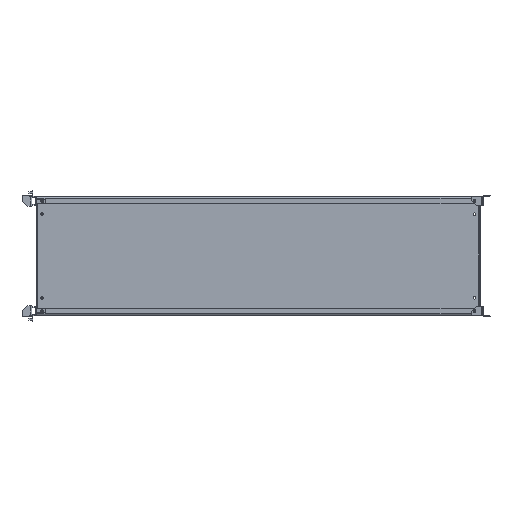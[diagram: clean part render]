
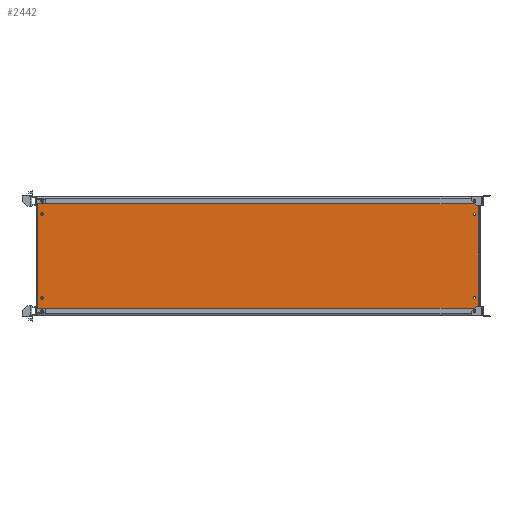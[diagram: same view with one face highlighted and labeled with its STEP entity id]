
A CAD part, top view. The second image highlights one B-rep face of the part: STEP entity #2442.
In plain terms, the highlighted planar face has unit normal (0, 0, 1).
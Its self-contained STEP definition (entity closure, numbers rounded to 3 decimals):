
#2152=FACE_BOUND('',#3598,.T.);
#2153=FACE_BOUND('',#3599,.T.);
#2154=FACE_BOUND('',#3600,.T.);
#2155=FACE_BOUND('',#3601,.T.);
#2156=FACE_BOUND('',#3602,.T.);
#2157=FACE_BOUND('',#3603,.T.);
#2158=FACE_BOUND('',#3604,.T.);
#2159=FACE_BOUND('',#3605,.T.);
#2160=FACE_BOUND('',#3606,.T.);
#2442=ADVANCED_FACE('F2',(#2152,#2153,#2154,#2155,#2156,#2157,#2158,#2159,
#2160),#2864,.F.);
#2864=PLANE('',#10060);
#3598=EDGE_LOOP('',(#4483,#4484,#4485,#4486,#4487,#4488,#4489,#4490,#4491,
#4492,#4493,#4494));
#3599=EDGE_LOOP('',(#4495));
#3600=EDGE_LOOP('',(#4496));
#3601=EDGE_LOOP('',(#4497));
#3602=EDGE_LOOP('',(#4498));
#3603=EDGE_LOOP('',(#4499));
#3604=EDGE_LOOP('',(#4500));
#3605=EDGE_LOOP('',(#4501));
#3606=EDGE_LOOP('',(#4502));
#4082=CIRCLE('',#9970,5.);
#4084=CIRCLE('',#9973,5.);
#4086=CIRCLE('',#9976,5.);
#4088=CIRCLE('',#9979,5.);
#4090=CIRCLE('',#9982,9.5);
#4092=CIRCLE('',#9985,9.5);
#4094=CIRCLE('',#9988,9.5);
#4096=CIRCLE('',#9991,9.5);
#4483=ORIENTED_EDGE('',*,*,#7634,.F.);
#4484=ORIENTED_EDGE('',*,*,#7638,.F.);
#4485=ORIENTED_EDGE('',*,*,#7604,.F.);
#4486=ORIENTED_EDGE('',*,*,#7639,.F.);
#4487=ORIENTED_EDGE('',*,*,#7548,.F.);
#4488=ORIENTED_EDGE('',*,*,#7522,.F.);
#4489=ORIENTED_EDGE('',*,*,#7640,.F.);
#4490=ORIENTED_EDGE('',*,*,#7641,.F.);
#4491=ORIENTED_EDGE('',*,*,#7518,.F.);
#4492=ORIENTED_EDGE('',*,*,#7642,.F.);
#4493=ORIENTED_EDGE('',*,*,#7629,.F.);
#4494=ORIENTED_EDGE('',*,*,#7637,.F.);
#4495=ORIENTED_EDGE('',*,*,#7517,.F.);
#4496=ORIENTED_EDGE('',*,*,#7514,.F.);
#4497=ORIENTED_EDGE('',*,*,#7511,.F.);
#4498=ORIENTED_EDGE('',*,*,#7508,.F.);
#4499=ORIENTED_EDGE('',*,*,#7505,.F.);
#4500=ORIENTED_EDGE('',*,*,#7502,.F.);
#4501=ORIENTED_EDGE('',*,*,#7499,.F.);
#4502=ORIENTED_EDGE('',*,*,#7496,.F.);
#6686=VERTEX_POINT('',#12511);
#6688=VERTEX_POINT('',#12517);
#6690=VERTEX_POINT('',#12523);
#6692=VERTEX_POINT('',#12529);
#6694=VERTEX_POINT('',#12535);
#6696=VERTEX_POINT('',#12541);
#6698=VERTEX_POINT('',#12547);
#6700=VERTEX_POINT('',#12553);
#6702=VERTEX_POINT('',#12559);
#6703=VERTEX_POINT('',#12560);
#6706=VERTEX_POINT('',#12568);
#6707=VERTEX_POINT('',#12569);
#6725=VERTEX_POINT('',#12621);
#6766=VERTEX_POINT('',#12734);
#6767=VERTEX_POINT('',#12735);
#6783=VERTEX_POINT('',#12792);
#6784=VERTEX_POINT('',#12794);
#6786=VERTEX_POINT('',#12802);
#6788=VERTEX_POINT('',#12805);
#6789=VERTEX_POINT('',#12814);
#7496=EDGE_CURVE('E1',#6686,#6686,#4082,.T.);
#7499=EDGE_CURVE('E2',#6688,#6688,#4084,.T.);
#7502=EDGE_CURVE('E3',#6690,#6690,#4086,.T.);
#7505=EDGE_CURVE('E4',#6692,#6692,#4088,.T.);
#7508=EDGE_CURVE('E5',#6694,#6694,#4090,.T.);
#7511=EDGE_CURVE('E6',#6696,#6696,#4092,.T.);
#7514=EDGE_CURVE('E7',#6698,#6698,#4094,.T.);
#7517=EDGE_CURVE('E8',#6700,#6700,#4096,.T.);
#7518=EDGE_CURVE('E18',#6702,#6703,#8716,.T.);
#7522=EDGE_CURVE('E15',#6706,#6707,#8718,.T.);
#7548=EDGE_CURVE('E14',#6707,#6725,#8741,.T.);
#7604=EDGE_CURVE('E12',#6766,#6767,#8777,.T.);
#7629=EDGE_CURVE('E20',#6783,#6784,#8792,.T.);
#7634=EDGE_CURVE('E10',#6786,#6788,#8797,.T.);
#7637=EDGE_CURVE('E9',#6788,#6783,#8798,.T.);
#7638=EDGE_CURVE('E11',#6767,#6786,#8799,.T.);
#7639=EDGE_CURVE('E13',#6725,#6766,#8800,.T.);
#7640=EDGE_CURVE('E16',#6789,#6706,#8801,.T.);
#7641=EDGE_CURVE('E17',#6703,#6789,#8802,.T.);
#7642=EDGE_CURVE('E19',#6784,#6702,#8803,.T.);
#8716=LINE('',#12558,#9346);
#8718=LINE('',#12567,#9348);
#8741=LINE('',#12620,#9371);
#8777=LINE('',#12733,#9407);
#8792=LINE('',#12793,#9422);
#8797=LINE('',#12804,#9427);
#8798=LINE('',#12809,#9428);
#8799=LINE('',#12811,#9429);
#8800=LINE('',#12812,#9430);
#8801=LINE('',#12813,#9431);
#8802=LINE('',#12815,#9432);
#8803=LINE('',#12816,#9433);
#9346=VECTOR('',#10670,1.);
#9348=VECTOR('',#10678,1.);
#9371=VECTOR('',#10723,1.);
#9407=VECTOR('',#10831,1.);
#9422=VECTOR('',#10868,1.);
#9427=VECTOR('',#10877,1.);
#9428=VECTOR('',#10884,1.);
#9429=VECTOR('',#10887,1.);
#9430=VECTOR('',#10888,1.);
#9431=VECTOR('',#10889,1.);
#9432=VECTOR('',#10890,1.);
#9433=VECTOR('',#10891,1.);
#9970=AXIS2_PLACEMENT_3D('',#12514,#10617,#10618);
#9973=AXIS2_PLACEMENT_3D('',#12520,#10624,#10625);
#9976=AXIS2_PLACEMENT_3D('',#12526,#10631,#10632);
#9979=AXIS2_PLACEMENT_3D('',#12532,#10638,#10639);
#9982=AXIS2_PLACEMENT_3D('',#12538,#10645,#10646);
#9985=AXIS2_PLACEMENT_3D('',#12544,#10652,#10653);
#9988=AXIS2_PLACEMENT_3D('',#12550,#10659,#10660);
#9991=AXIS2_PLACEMENT_3D('',#12556,#10666,#10667);
#10060=AXIS2_PLACEMENT_3D('',#12817,#10892,#10893);
#10617=DIRECTION('',(0.,0.,1.));
#10618=DIRECTION('',(1.,0.,0.));
#10624=DIRECTION('',(0.,0.,1.));
#10625=DIRECTION('',(1.,0.,0.));
#10631=DIRECTION('',(0.,0.,1.));
#10632=DIRECTION('',(1.,0.,0.));
#10638=DIRECTION('',(0.,0.,1.));
#10639=DIRECTION('',(1.,0.,0.));
#10645=DIRECTION('',(0.,0.,1.));
#10646=DIRECTION('',(1.,0.,0.));
#10652=DIRECTION('',(0.,0.,1.));
#10653=DIRECTION('',(1.,0.,0.));
#10659=DIRECTION('',(0.,0.,1.));
#10660=DIRECTION('',(1.,0.,0.));
#10666=DIRECTION('',(0.,0.,1.));
#10667=DIRECTION('',(1.,0.,0.));
#10670=DIRECTION('',(1.,0.,0.));
#10678=DIRECTION('',(0.,-1.,0.));
#10723=DIRECTION('',(1.,0.,0.));
#10831=DIRECTION('',(-1.,0.,0.));
#10868=DIRECTION('',(-1.,0.,0.));
#10877=DIRECTION('',(1.,0.,0.));
#10884=DIRECTION('',(0.,1.,0.));
#10887=DIRECTION('',(0.,1.,0.));
#10888=DIRECTION('',(0.,-1.,0.));
#10889=DIRECTION('',(-1.,0.,0.));
#10890=DIRECTION('',(0.,-1.,0.));
#10891=DIRECTION('',(0.,1.,0.));
#10892=DIRECTION('',(0.,0.,-1.));
#10893=DIRECTION('',(0.,-1.,0.));
#12511=CARTESIAN_POINT('',(2198.979,-921.755,84.138));
#12514=CARTESIAN_POINT('',(2198.979,-916.755,84.138));
#12517=CARTESIAN_POINT('',(2198.979,-567.755,84.138));
#12520=CARTESIAN_POINT('',(2198.979,-562.755,84.138));
#12523=CARTESIAN_POINT('',(373.979,-567.755,84.138));
#12526=CARTESIAN_POINT('',(373.979,-562.755,84.138));
#12529=CARTESIAN_POINT('',(373.979,-921.755,84.138));
#12532=CARTESIAN_POINT('',(373.979,-916.755,84.138));
#12535=CARTESIAN_POINT('',(2198.979,-980.755,84.138));
#12538=CARTESIAN_POINT('',(2198.979,-971.255,84.138));
#12541=CARTESIAN_POINT('',(2198.979,-517.755,84.138));
#12544=CARTESIAN_POINT('',(2198.979,-508.255,84.138));
#12547=CARTESIAN_POINT('',(373.979,-517.755,84.138));
#12550=CARTESIAN_POINT('',(373.979,-508.255,84.138));
#12553=CARTESIAN_POINT('',(373.979,-980.755,84.138));
#12556=CARTESIAN_POINT('',(373.979,-971.255,84.138));
#12558=CARTESIAN_POINT('',(1386.479,-496.055,84.138));
#12559=CARTESIAN_POINT('',(353.479,-496.055,84.138));
#12560=CARTESIAN_POINT('',(2219.479,-496.055,84.138));
#12567=CARTESIAN_POINT('',(2216.179,-739.755,84.138));
#12568=CARTESIAN_POINT('',(2216.179,-498.255,84.138));
#12569=CARTESIAN_POINT('',(2216.179,-981.255,84.138));
#12620=CARTESIAN_POINT('',(2217.829,-981.255,84.138));
#12621=CARTESIAN_POINT('',(2219.479,-981.255,84.138));
#12733=CARTESIAN_POINT('',(1386.479,-983.455,84.138));
#12734=CARTESIAN_POINT('',(2219.479,-983.455,84.138));
#12735=CARTESIAN_POINT('',(353.479,-983.455,84.138));
#12792=CARTESIAN_POINT('',(356.779,-498.255,84.138));
#12793=CARTESIAN_POINT('',(355.129,-498.255,84.138));
#12794=CARTESIAN_POINT('',(353.479,-498.255,84.138));
#12802=CARTESIAN_POINT('',(353.479,-981.256,84.138));
#12804=CARTESIAN_POINT('',(350.164,-981.256,84.138));
#12805=CARTESIAN_POINT('',(356.779,-981.256,84.138));
#12809=CARTESIAN_POINT('',(356.779,-983.485,84.138));
#12811=CARTESIAN_POINT('',(353.479,-982.356,84.138));
#12812=CARTESIAN_POINT('',(2219.479,-982.355,84.138));
#12813=CARTESIAN_POINT('',(2217.829,-498.255,84.138));
#12814=CARTESIAN_POINT('',(2219.479,-498.255,84.138));
#12815=CARTESIAN_POINT('',(2219.479,-497.155,84.138));
#12816=CARTESIAN_POINT('',(353.479,-497.155,84.138));
#12817=CARTESIAN_POINT('',(553.449,-983.485,84.138));
